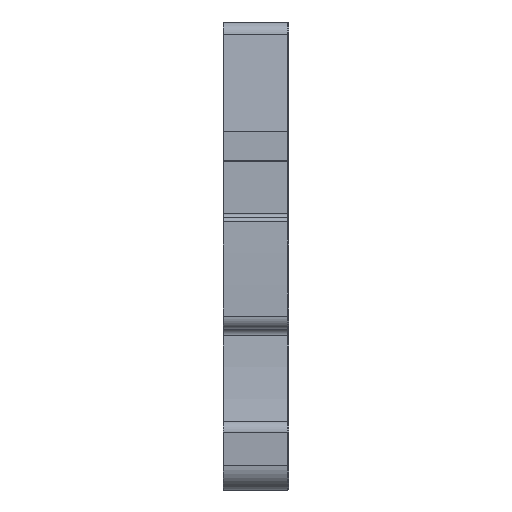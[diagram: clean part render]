
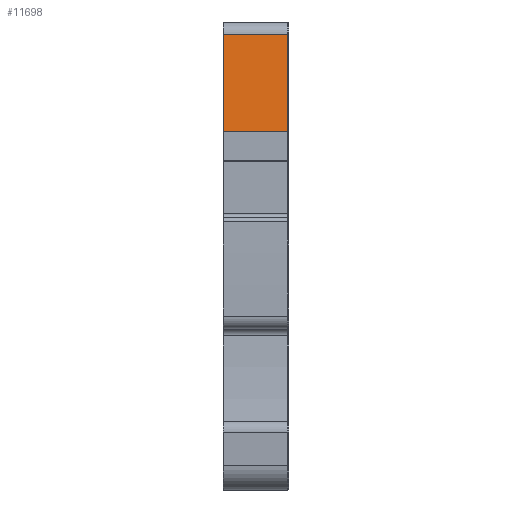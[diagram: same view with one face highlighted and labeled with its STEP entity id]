
A CAD part, front view. The second image highlights one B-rep face of the part: STEP entity #11698.
In plain terms, the highlighted planar face has unit normal (0, -0.996, 0.087).
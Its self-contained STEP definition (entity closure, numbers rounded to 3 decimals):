
#11671=AXIS2_PLACEMENT_3D('Plane Axis2P3D',#11668,#11669,#11670) ;
#11642=CARTESIAN_POINT('Line Origine',(2.5,1.937,27.7)) ;
#11646=CARTESIAN_POINT('Vertex',(5.,1.937,27.7)) ;
#11648=CARTESIAN_POINT('Vertex',(0.,1.937,27.7)) ;
#11668=CARTESIAN_POINT('Axis2P3D Location',(2.8,1.937,27.7)) ;
#11673=CARTESIAN_POINT('Line Origine',(2.5,2.596,35.237)) ;
#11677=CARTESIAN_POINT('Vertex',(5.,2.596,35.237)) ;
#11679=CARTESIAN_POINT('Vertex',(0.,2.596,35.237)) ;
#11682=CARTESIAN_POINT('Line Origine',(0.,2.266,31.469)) ;
#11687=CARTESIAN_POINT('Line Origine',(5.,2.266,31.469)) ;
#11643=DIRECTION('Vector Direction',(-1.,0.,0.)) ;
#11669=DIRECTION('Axis2P3D Direction',(0.,-0.996,0.087)) ;
#11670=DIRECTION('Axis2P3D XDirection',(0.,0.087,0.996)) ;
#11674=DIRECTION('Vector Direction',(-1.,0.,0.)) ;
#11683=DIRECTION('Vector Direction',(0.,0.087,0.996)) ;
#11688=DIRECTION('Vector Direction',(0.,0.087,0.996)) ;
#11644=VECTOR('Line Direction',#11643,1.) ;
#11675=VECTOR('Line Direction',#11674,1.) ;
#11684=VECTOR('Line Direction',#11683,1.) ;
#11689=VECTOR('Line Direction',#11688,1.) ;
#11693=ORIENTED_EDGE('',*,*,#11681,.T.) ;
#11694=ORIENTED_EDGE('',*,*,#11686,.F.) ;
#11695=ORIENTED_EDGE('',*,*,#11650,.F.) ;
#11696=ORIENTED_EDGE('',*,*,#11691,.T.) ;
#11698=ADVANCED_FACE('MLD1',(#11697),#11672,.T.) ;
#11650=EDGE_CURVE('',#11647,#11649,#11645,.T.) ;
#11681=EDGE_CURVE('',#11678,#11680,#11676,.T.) ;
#11686=EDGE_CURVE('',#11649,#11680,#11685,.T.) ;
#11691=EDGE_CURVE('',#11647,#11678,#11690,.T.) ;
#11692=EDGE_LOOP('',(#11693,#11694,#11695,#11696)) ;
#11697=FACE_OUTER_BOUND('',#11692,.T.) ;
#11645=LINE('Line',#11642,#11644) ;
#11676=LINE('Line',#11673,#11675) ;
#11685=LINE('Line',#11682,#11684) ;
#11690=LINE('Line',#11687,#11689) ;
#11672=PLANE('',#11671) ;
#11647=VERTEX_POINT('',#11646) ;
#11649=VERTEX_POINT('',#11648) ;
#11678=VERTEX_POINT('',#11677) ;
#11680=VERTEX_POINT('',#11679) ;
